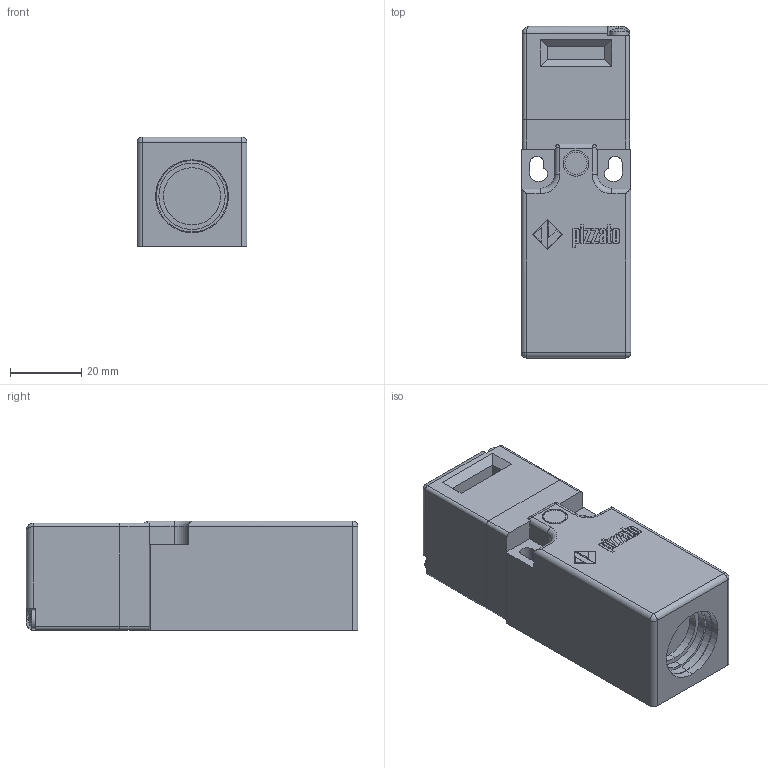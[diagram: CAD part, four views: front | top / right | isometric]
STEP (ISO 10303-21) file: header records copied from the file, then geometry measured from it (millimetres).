
FILE_DESCRIPTION(('STEP AP203'),'2;1');
FILE_NAME('20.006.00.stp','2011-03-07T09:58:21',(''),(''),'2009.3.110','THINKDESIGN','');
FILE_SCHEMA(('CONFIG_CONTROL_DESIGN'));
Length unit declared in the file: millimetre
Bounding box: 30.8 x 93 x 30.8 mm (x, y, z)
Volume: 78286.8 mm3; surface area: 19086.3 mm2
Topology: 2 solids, 2 shells, 432 faces, 1132 edges, 740 vertices
Faces by surface type: plane 273, bspline 81, cylinder 78
Entity records: 19312 total; most frequent: CARTESIAN_POINT 9007, ORIENTED_EDGE 2252, DIRECTION 1829, EDGE_CURVE 1126, VECTOR 821, LINE 821, VERTEX_POINT 740, AXIS2_PLACEMENT_3D 504
